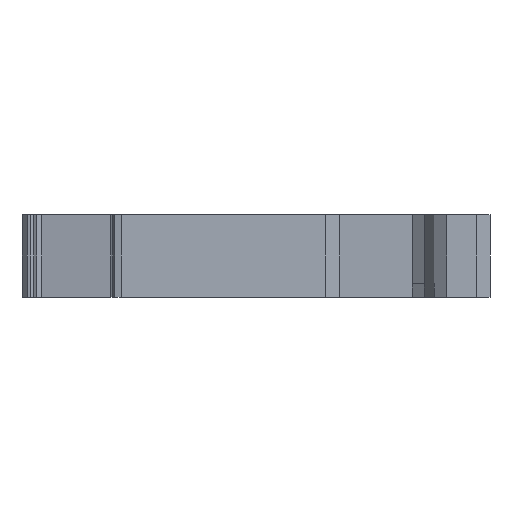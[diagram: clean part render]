
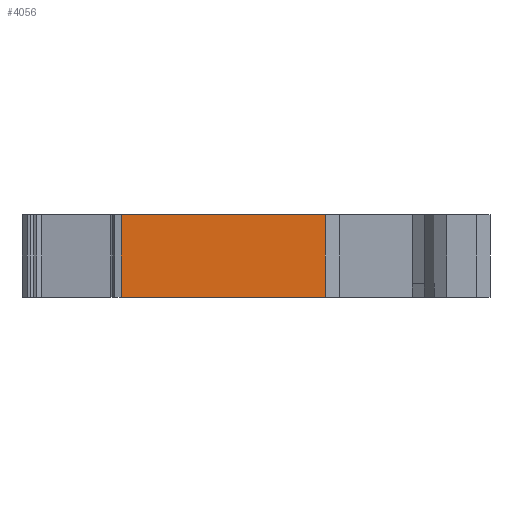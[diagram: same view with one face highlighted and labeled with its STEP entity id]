
A CAD part, left-side view. The second image highlights one B-rep face of the part: STEP entity #4056.
In plain terms, the highlighted free-form (B-spline) face has degree [1, 1] with [2, 2] control points.
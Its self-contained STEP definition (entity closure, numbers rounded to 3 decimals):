
#3670=CARTESIAN_POINT('',(180.253,152.387,0.));
#3671=VERTEX_POINT('',#3670);
#3672=CARTESIAN_POINT('',(180.253,152.387,-6.2));
#3673=VERTEX_POINT('',#3672);
#3674=CARTESIAN_POINT('',(180.253,152.387,0.));
#3675=CARTESIAN_POINT('',(180.253,152.387,-6.2));
#3676=B_SPLINE_CURVE_WITH_KNOTS('',1,(#3674,#3675),.POLYLINE_FORM.,.F.,.U.,(2,2),(0.,1.),.UNSPECIFIED.);
#3677=EDGE_CURVE('',#3671,#3673,#3676,.T.);
#3713=CARTESIAN_POINT('',(180.253,167.704,-6.2));
#3714=VERTEX_POINT('',#3713);
#3721=CARTESIAN_POINT('',(180.253,167.704,0.));
#3722=VERTEX_POINT('',#3721);
#3723=CARTESIAN_POINT('',(180.253,167.704,-6.2));
#3724=CARTESIAN_POINT('',(180.253,167.704,0.));
#3725=B_SPLINE_CURVE_WITH_KNOTS('',1,(#3723,#3724),.POLYLINE_FORM.,.F.,.U.,(2,2),(0.,1.),.UNSPECIFIED.);
#3726=EDGE_CURVE('',#3714,#3722,#3725,.T.);
#3786=CARTESIAN_POINT('',(180.253,167.703,-6.2));
#3787=VERTEX_POINT('',#3786);
#3788=CARTESIAN_POINT('',(180.253,152.387,-6.2));
#3789=CARTESIAN_POINT('',(180.253,167.703,-6.2));
#3790=B_SPLINE_CURVE_WITH_KNOTS('',1,(#3788,#3789),.POLYLINE_FORM.,.F.,.U.,(2,2),(0.,1.),.UNSPECIFIED.);
#3791=EDGE_CURVE('',#3673,#3787,#3790,.T.);
#3793=CARTESIAN_POINT('',(180.253,167.703,-6.2));
#3794=CARTESIAN_POINT('',(180.253,167.703,-6.2));
#3795=CARTESIAN_POINT('',(180.253,167.704,-6.2));
#3796=(BOUNDED_CURVE()B_SPLINE_CURVE(2,(#3793,#3794,#3795),.CIRCULAR_ARC.,.F.,.U.)B_SPLINE_CURVE_WITH_KNOTS((3,3),(0.207,0.215),.UNSPECIFIED.)CURVE()GEOMETRIC_REPRESENTATION_ITEM()RATIONAL_B_SPLINE_CURVE((0.971,0.971,0.972))REPRESENTATION_ITEM(''));
#3797=EDGE_CURVE('',#3787,#3714,#3796,.T.);
#4026=CARTESIAN_POINT('',(180.253,167.704,0.));
#4027=VERTEX_POINT('',#4026);
#4028=CARTESIAN_POINT('',(180.253,167.704,0.));
#4029=CARTESIAN_POINT('',(180.253,167.704,0.));
#4030=CARTESIAN_POINT('',(180.253,167.704,0.));
#4031=(BOUNDED_CURVE()B_SPLINE_CURVE(2,(#4028,#4029,#4030),.CIRCULAR_ARC.,.F.,.U.)B_SPLINE_CURVE_WITH_KNOTS((3,3),(0.793,0.793),.UNSPECIFIED.)CURVE()GEOMETRIC_REPRESENTATION_ITEM()RATIONAL_B_SPLINE_CURVE((0.972,0.972,0.972))REPRESENTATION_ITEM(''));
#4032=EDGE_CURVE('',#3722,#4027,#4031,.T.);
#4034=CARTESIAN_POINT('',(180.253,167.704,0.));
#4035=CARTESIAN_POINT('',(180.253,152.387,0.));
#4036=B_SPLINE_CURVE_WITH_KNOTS('',1,(#4034,#4035),.POLYLINE_FORM.,.F.,.U.,(2,2),(0.,1.),.UNSPECIFIED.);
#4037=EDGE_CURVE('',#4027,#3671,#4036,.T.);
#4043=CARTESIAN_POINT('',(180.253,167.704,-6.2));
#4044=CARTESIAN_POINT('',(180.253,167.704,0.));
#4045=CARTESIAN_POINT('',(180.253,152.387,-6.2));
#4046=CARTESIAN_POINT('',(180.253,152.387,0.));
#4047=B_SPLINE_SURFACE_WITH_KNOTS('',1,1,((#4043,#4044),(#4045,#4046)),.PLANE_SURF.,.F.,.F.,.U.,(2,2),(2,2),(0.,1.),(0.,1.),.UNSPECIFIED.);
#4048=ORIENTED_EDGE('',*,*,#3726,.F.);
#4049=ORIENTED_EDGE('',*,*,#3797,.F.);
#4050=ORIENTED_EDGE('',*,*,#3791,.F.);
#4051=ORIENTED_EDGE('',*,*,#3677,.F.);
#4052=ORIENTED_EDGE('',*,*,#4037,.F.);
#4053=ORIENTED_EDGE('',*,*,#4032,.F.);
#4054=EDGE_LOOP('',(#4048,#4049,#4050,#4051,#4052,#4053));
#4055=FACE_OUTER_BOUND('',#4054,.T.);
#4056=ADVANCED_FACE('',(#4055),#4047,.T.);
